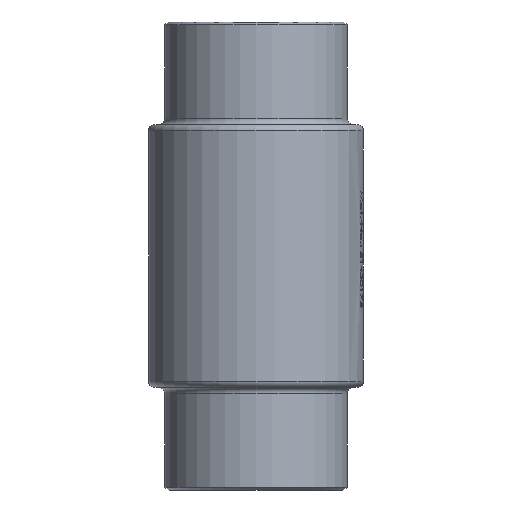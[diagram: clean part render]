
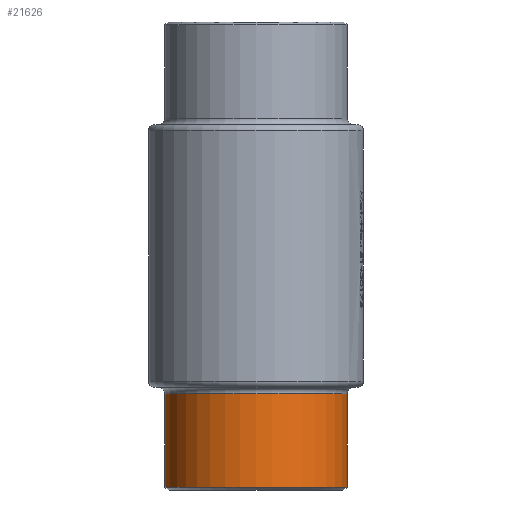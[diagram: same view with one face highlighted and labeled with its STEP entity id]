
A CAD part, front view. The second image highlights one B-rep face of the part: STEP entity #21626.
In plain terms, the highlighted cylindrical face has radius 44.45 mm (diameter 88.9 mm), a partial arc.
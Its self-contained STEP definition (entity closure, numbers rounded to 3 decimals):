
#238 = LINE ( 'NONE', #9686, #19427 ) ;
#385 = CARTESIAN_POINT ( 'NONE',  ( 0., 0., -228. ) ) ;
#1248 = ORIENTED_EDGE ( 'NONE', *, *, #19150, .F. ) ;
#1470 = EDGE_CURVE ( 'NONE', #21494, #13533, #238, .T. ) ;
#1886 = AXIS2_PLACEMENT_3D ( 'NONE', #23109, #3371, #5276 ) ;
#2325 = ORIENTED_EDGE ( 'NONE', *, *, #1470, .T. ) ;
#3371 = DIRECTION ( 'NONE',  ( 0., 0., 1. ) ) ;
#4090 = CARTESIAN_POINT ( 'NONE',  ( 44.45, 0., -228. ) ) ;
#4900 = FACE_OUTER_BOUND ( 'NONE', #28352, .T. ) ;
#5276 = DIRECTION ( 'NONE',  ( 1., 0., 0. ) ) ;
#6210 = EDGE_CURVE ( 'NONE', #20942, #21494, #20014, .T. ) ;
#6466 = DIRECTION ( 'NONE',  ( 1., 0., 0. ) ) ;
#9686 = CARTESIAN_POINT ( 'NONE',  ( -44.45, 0., -228. ) ) ;
#11664 = CARTESIAN_POINT ( 'NONE',  ( -44.45, 0., -226.73 ) ) ;
#11723 = CYLINDRICAL_SURFACE ( 'NONE', #28732, 44.45 ) ;
#12921 = VERTEX_POINT ( 'NONE', #24745 ) ;
#13533 = VERTEX_POINT ( 'NONE', #11664 ) ;
#13731 = DIRECTION ( 'NONE',  ( 0., 0., -1. ) ) ;
#14165 = CARTESIAN_POINT ( 'NONE',  ( 44.45, 0., -181. ) ) ;
#16206 = ORIENTED_EDGE ( 'NONE', *, *, #17942, .T. ) ;
#17335 = CARTESIAN_POINT ( 'NONE',  ( 0., 0., -181. ) ) ;
#17942 = EDGE_CURVE ( 'NONE', #13533, #12921, #20003, .T. ) ;
#17962 = DIRECTION ( 'NONE',  ( 0., 0., -1. ) ) ;
#19150 = EDGE_CURVE ( 'NONE', #20942, #12921, #23979, .T. ) ;
#19427 = VECTOR ( 'NONE', #17962, 1000. ) ;
#20003 = CIRCLE ( 'NONE', #1886, 44.45 ) ;
#20014 = CIRCLE ( 'NONE', #25601, 44.45 ) ;
#20420 = DIRECTION ( 'NONE',  ( 1., 0., 0. ) ) ;
#20942 = VERTEX_POINT ( 'NONE', #14165 ) ;
#21494 = VERTEX_POINT ( 'NONE', #28017 ) ;
#21626 = ADVANCED_FACE ( 'NONE', ( #4900 ), #11723, .T. ) ;
#22793 = VECTOR ( 'NONE', #28500, 1000. ) ;
#23109 = CARTESIAN_POINT ( 'NONE',  ( 0., 0., -226.73 ) ) ;
#23979 = LINE ( 'NONE', #4090, #22793 ) ;
#24745 = CARTESIAN_POINT ( 'NONE',  ( 44.45, 0., -226.73 ) ) ;
#24935 = ORIENTED_EDGE ( 'NONE', *, *, #6210, .T. ) ;
#25601 = AXIS2_PLACEMENT_3D ( 'NONE', #17335, #26064, #6466 ) ;
#26064 = DIRECTION ( 'NONE',  ( 0., 0., -1. ) ) ;
#28017 = CARTESIAN_POINT ( 'NONE',  ( -44.45, 0., -181. ) ) ;
#28352 = EDGE_LOOP ( 'NONE', ( #24935, #2325, #16206, #1248 ) ) ;
#28500 = DIRECTION ( 'NONE',  ( 0., 0., -1. ) ) ;
#28732 = AXIS2_PLACEMENT_3D ( 'NONE', #385, #13731, #20420 ) ;
